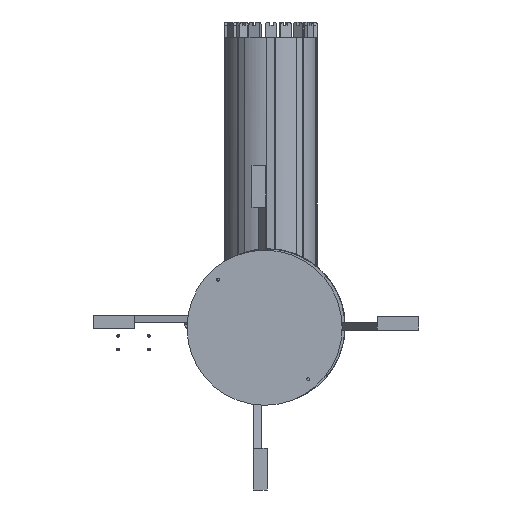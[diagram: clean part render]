
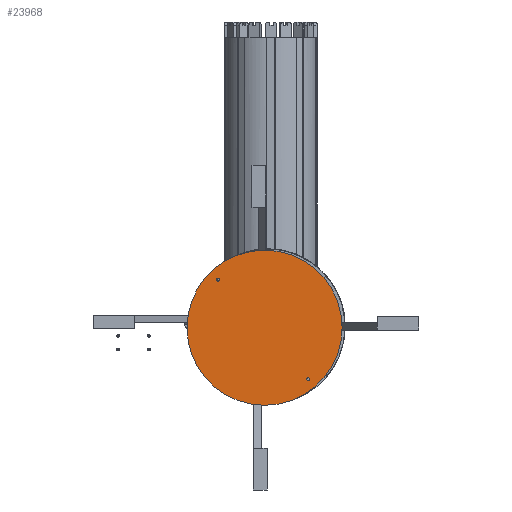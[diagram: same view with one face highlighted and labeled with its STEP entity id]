
A CAD part, front view. The second image highlights one B-rep face of the part: STEP entity #23968.
In plain terms, the highlighted planar face has unit normal (0, -1, 0).
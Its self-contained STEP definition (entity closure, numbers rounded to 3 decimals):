
#918=FACE_BOUND('',#3361,.T.);
#919=FACE_BOUND('',#3362,.T.);
#1213=PLANE('',#25461);
#2133=FACE_OUTER_BOUND('',#3360,.T.);
#3360=EDGE_LOOP('',(#17215));
#3361=EDGE_LOOP('',(#17216));
#3362=EDGE_LOOP('',(#17217));
#9401=CIRCLE('',#25452,1.);
#9403=CIRCLE('',#25455,1.);
#9406=CIRCLE('',#25460,50.);
#10201=VERTEX_POINT('',#34328);
#10203=VERTEX_POINT('',#34334);
#10206=VERTEX_POINT('',#34343);
#13038=EDGE_CURVE('',#10201,#10201,#9401,.T.);
#13041=EDGE_CURVE('',#10203,#10203,#9403,.T.);
#13045=EDGE_CURVE('',#10206,#10206,#9406,.T.);
#17215=ORIENTED_EDGE('',*,*,#13045,.T.);
#17216=ORIENTED_EDGE('',*,*,#13038,.T.);
#17217=ORIENTED_EDGE('',*,*,#13041,.T.);
#23968=ADVANCED_FACE('',(#2133,#918,#919),#1213,.F.);
#25452=AXIS2_PLACEMENT_3D('',#34329,#27999,#28000);
#25455=AXIS2_PLACEMENT_3D('',#34335,#28006,#28007);
#25460=AXIS2_PLACEMENT_3D('',#34344,#28017,#28018);
#25461=AXIS2_PLACEMENT_3D('',#34346,#28020,#28021);
#27999=DIRECTION('center_axis',(0.,1.,0.));
#28000=DIRECTION('ref_axis',(1.,0.,0.));
#28006=DIRECTION('center_axis',(0.,1.,0.));
#28007=DIRECTION('ref_axis',(1.,0.,0.));
#28017=DIRECTION('center_axis',(0.,-1.,0.));
#28018=DIRECTION('ref_axis',(1.,0.,0.));
#28020=DIRECTION('center_axis',(0.,1.,0.));
#28021=DIRECTION('ref_axis',(1.,0.,0.));
#34328=CARTESIAN_POINT('',(-31.,-42.,31.));
#34329=CARTESIAN_POINT('Origin',(-30.,-42.,31.));
#34334=CARTESIAN_POINT('',(27.205,-42.,-33.313));
#34335=CARTESIAN_POINT('Origin',(28.205,-42.,-33.313));
#34343=CARTESIAN_POINT('',(-50.,-42.,0.));
#34344=CARTESIAN_POINT('Origin',(0.,-42.,0.));
#34346=CARTESIAN_POINT('Origin',(0.,-42.,0.));
